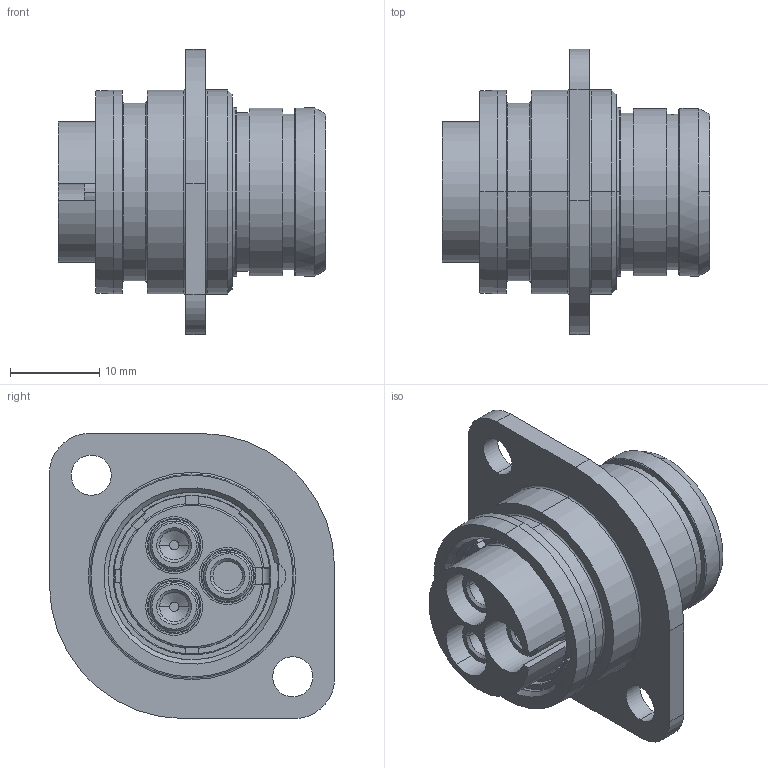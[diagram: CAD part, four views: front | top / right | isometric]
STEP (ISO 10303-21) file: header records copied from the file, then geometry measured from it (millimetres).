
FILE_DESCRIPTION((''),'2;1');
FILE_NAME('1331EO303MS','2024-07-31T09:11:47',('paultorloting'),('NET AG system integration'),'CREO PARAMETRIC BY PTC INC, 2021404','CREO PARAMETRIC BY PTC INC, 2021404','');
FILE_SCHEMA(('AUTOMOTIVE_DESIGN { 1 0 10303 214 1 1 1 1 }'));
Length unit declared in the file: millimetre
Products named in the file (1): 1331EO303MS
Bounding box: 30 x 32 x 32 mm (x, y, z)
Volume: 8294.8 mm3; surface area: 8337 mm2
Topology: 1 solids, 1 shells, 407 faces, 1046 edges, 672 vertices
Faces by surface type: plane 178, cylinder 144, cone 32, torus 29, bspline 18, extrusion 6
Entity records: 16901 total; most frequent: CARTESIAN_POINT 3907, ORIENTED_EDGE 2092, DIRECTION 2086, EDGE_CURVE 1046, AXIS2_PLACEMENT_3D 778, VERTEX_POINT 672, VECTOR 527, LINE 521
